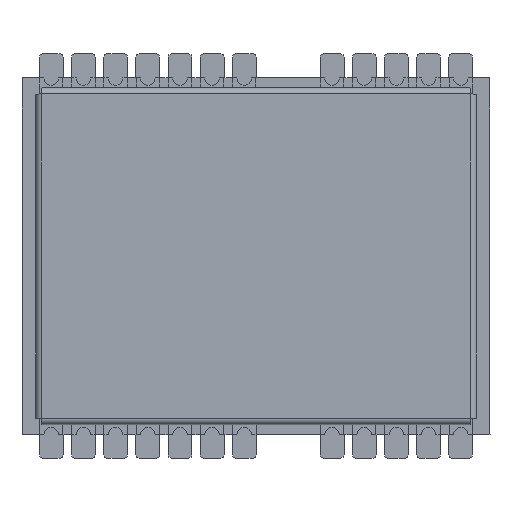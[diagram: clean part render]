
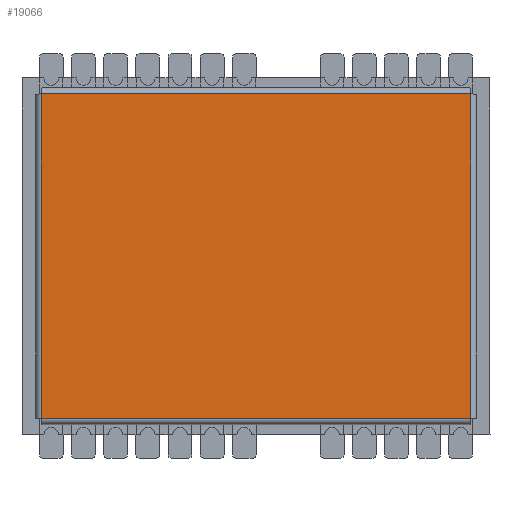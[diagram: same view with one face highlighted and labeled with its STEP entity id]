
A CAD part, top view. The second image highlights one B-rep face of the part: STEP entity #19066.
In plain terms, the highlighted planar face has unit normal (0, 0, 1).
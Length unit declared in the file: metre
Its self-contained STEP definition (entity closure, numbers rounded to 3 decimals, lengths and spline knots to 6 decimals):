
#4750=ORIENTED_EDGE('',*,*,#7875,.T.);
#4751=ORIENTED_EDGE('',*,*,#7821,.T.);
#4752=ORIENTED_EDGE('',*,*,#7839,.T.);
#4753=ORIENTED_EDGE('',*,*,#7858,.T.);
#7821=EDGE_CURVE('',#9756,#9757,#12115,.T.);
#7839=EDGE_CURVE('',#9757,#9763,#12129,.T.);
#7858=EDGE_CURVE('',#9763,#9769,#12144,.T.);
#7875=EDGE_CURVE('',#9769,#9756,#12157,.T.);
#9756=VERTEX_POINT('',#30344);
#9757=VERTEX_POINT('',#30345);
#9763=VERTEX_POINT('',#30436);
#9769=VERTEX_POINT('',#30528);
#12115=LINE('',#30343,#14659);
#12129=LINE('',#30435,#14673);
#12144=LINE('',#30527,#14688);
#12157=LINE('',#30616,#14701);
#14659=VECTOR('',#25024,1.);
#14673=VECTOR('',#25052,1.);
#14688=VECTOR('',#25081,1.);
#14701=VECTOR('',#25108,1.);
#16022=EDGE_LOOP('',(#4750,#4751,#4752,#4753));
#17050=FACE_BOUND('',#16022,.T.);
#18042=PLANE('',#21004);
#19066=ADVANCED_FACE('',(#17050),#18042,.T.);
#21004=AXIS2_PLACEMENT_3D('',#30673,#25109,#25110);
#25024=DIRECTION('',(0.,-1.,0.));
#25052=DIRECTION('',(1.,0.,0.));
#25081=DIRECTION('',(0.,1.,0.));
#25108=DIRECTION('',(-1.,0.,0.));
#25109=DIRECTION('',(0.,0.,1.));
#25110=DIRECTION('',(0.,1.,0.));
#30343=CARTESIAN_POINT('',(0.004982,0.021433,0.0024));
#30344=CARTESIAN_POINT('',(0.004982,0.021433,0.0024));
#30345=CARTESIAN_POINT('',(0.004982,0.010325,0.0024));
#30435=CARTESIAN_POINT('',(0.004982,0.010325,0.0024));
#30436=CARTESIAN_POINT('',(0.019654,0.010325,0.0024));
#30527=CARTESIAN_POINT('',(0.019654,0.010325,0.0024));
#30528=CARTESIAN_POINT('',(0.019654,0.021433,0.0024));
#30616=CARTESIAN_POINT('',(0.019654,0.021433,0.0024));
#30673=CARTESIAN_POINT('',(0.012318,0.015879,0.0024));
